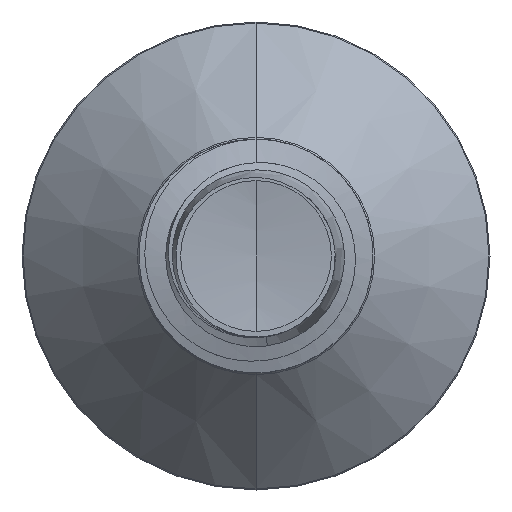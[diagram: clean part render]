
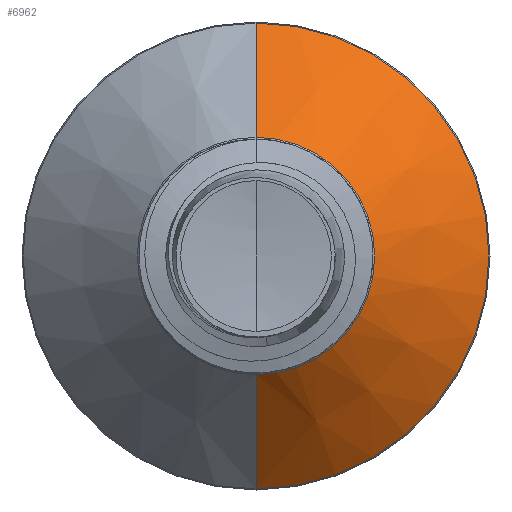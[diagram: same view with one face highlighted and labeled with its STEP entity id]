
A CAD part, front view. The second image highlights one B-rep face of the part: STEP entity #6962.
In plain terms, the highlighted conical face has half-angle 45 degrees and reference radius 1.522 mm.
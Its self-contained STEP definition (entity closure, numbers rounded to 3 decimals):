
#143 = EDGE_CURVE ( 'NONE', #10319, #13355, #7613, .T. ) ;
#193 = DIRECTION ( 'NONE',  ( 0., 1., 0. ) ) ;
#215 = CONICAL_SURFACE ( 'NONE', #8041, 1.522, 0.785 ) ;
#586 = VERTEX_POINT ( 'NONE', #4948 ) ;
#889 = AXIS2_PLACEMENT_3D ( 'NONE', #8709, #2404, #9734 ) ;
#928 = CARTESIAN_POINT ( 'NONE',  ( 0., 3.472, -1.522 ) ) ;
#1149 = ORIENTED_EDGE ( 'NONE', *, *, #143, .T. ) ;
#1604 = CIRCLE ( 'NONE', #889, 2.987 ) ;
#1864 = CARTESIAN_POINT ( 'NONE',  ( 0., 3.472, 0. ) ) ;
#2221 = CARTESIAN_POINT ( 'NONE',  ( 0., 3.472, 1.522 ) ) ;
#2404 = DIRECTION ( 'NONE',  ( 0., 1., 0. ) ) ;
#2520 = EDGE_CURVE ( 'NONE', #10319, #11462, #8885, .T. ) ;
#3620 = DIRECTION ( 'NONE',  ( 0., 1., 0. ) ) ;
#4122 = FACE_OUTER_BOUND ( 'NONE', #13366, .T. ) ;
#4465 = VECTOR ( 'NONE', #9650, 1000. ) ;
#4488 = CARTESIAN_POINT ( 'NONE',  ( 0., 3.472, -1.522 ) ) ;
#4709 = DIRECTION ( 'NONE',  ( 0., 0., 1. ) ) ;
#4948 = CARTESIAN_POINT ( 'NONE',  ( 0., 4.937, -2.987 ) ) ;
#5703 = ORIENTED_EDGE ( 'NONE', *, *, #10730, .T. ) ;
#6138 = VECTOR ( 'NONE', #11542, 1000. ) ;
#6632 = EDGE_CURVE ( 'NONE', #11462, #586, #1604, .T. ) ;
#6962 = ADVANCED_FACE ( 'NONE', ( #4122 ), #215, .T. ) ;
#7238 = LINE ( 'NONE', #4488, #4465 ) ;
#7613 = CIRCLE ( 'NONE', #10068, 1.522 ) ;
#8041 = AXIS2_PLACEMENT_3D ( 'NONE', #11916, #3620, #4709 ) ;
#8459 = ORIENTED_EDGE ( 'NONE', *, *, #6632, .F. ) ;
#8471 = CARTESIAN_POINT ( 'NONE',  ( 0., 3.472, 1.522 ) ) ;
#8709 = CARTESIAN_POINT ( 'NONE',  ( 0., 4.937, 0. ) ) ;
#8885 = LINE ( 'NONE', #8471, #6138 ) ;
#9232 = CARTESIAN_POINT ( 'NONE',  ( 0., 4.937, 2.987 ) ) ;
#9650 = DIRECTION ( 'NONE',  ( 0., 0.707, -0.707 ) ) ;
#9734 = DIRECTION ( 'NONE',  ( 0., 0., 1. ) ) ;
#9836 = DIRECTION ( 'NONE',  ( 0., 0., 1. ) ) ;
#10068 = AXIS2_PLACEMENT_3D ( 'NONE', #1864, #193, #9836 ) ;
#10319 = VERTEX_POINT ( 'NONE', #2221 ) ;
#10730 = EDGE_CURVE ( 'NONE', #13355, #586, #7238, .T. ) ;
#11176 = ORIENTED_EDGE ( 'NONE', *, *, #2520, .F. ) ;
#11462 = VERTEX_POINT ( 'NONE', #9232 ) ;
#11542 = DIRECTION ( 'NONE',  ( 0., 0.707, 0.707 ) ) ;
#11916 = CARTESIAN_POINT ( 'NONE',  ( 0., 3.472, 0. ) ) ;
#13355 = VERTEX_POINT ( 'NONE', #928 ) ;
#13366 = EDGE_LOOP ( 'NONE', ( #1149, #5703, #8459, #11176 ) ) ;
